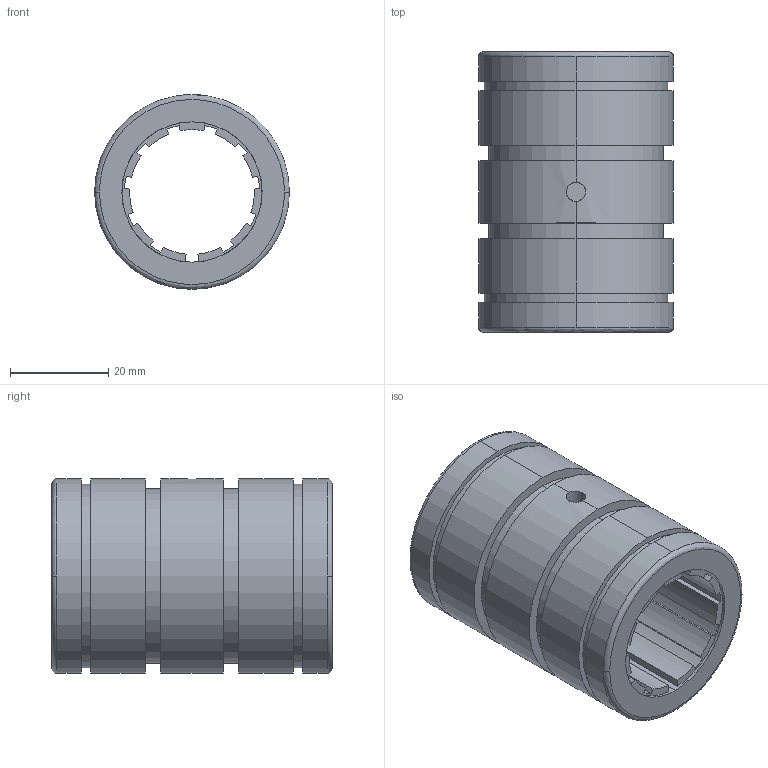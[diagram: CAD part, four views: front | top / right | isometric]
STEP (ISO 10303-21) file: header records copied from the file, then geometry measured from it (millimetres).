
FILE_DESCRIPTION (( 'STEP AP214' ), '1' );
FILE_NAME ('A-RJUI-01-16.step', '2017-11-29T20:23:37', ( '' ), ( '' ), 'SwSTEP 2.0', 'SolidWorks 2017', '' );
FILE_SCHEMA (( 'AUTOMOTIVE_DESIGN' ));
Length unit declared in the file: inch
Products named in the file (1): A-RJUI-01-16
Bounding box: 39.69 x 57.15 x 39.69 mm (x, y, z)
Volume: 37478.6 mm3; surface area: 26158.1 mm2
Topology: 2 solids, 2 shells, 147 faces, 381 edges, 254 vertices
Faces by surface type: plane 79, cylinder 64, bspline 4
Entity records: 7115 total; most frequent: CARTESIAN_POINT 1427, DIRECTION 807, ORIENTED_EDGE 762, EDGE_CURVE 381, AXIS2_PLACEMENT_3D 298, VERTEX_POINT 254, VECTOR 211, LINE 211
